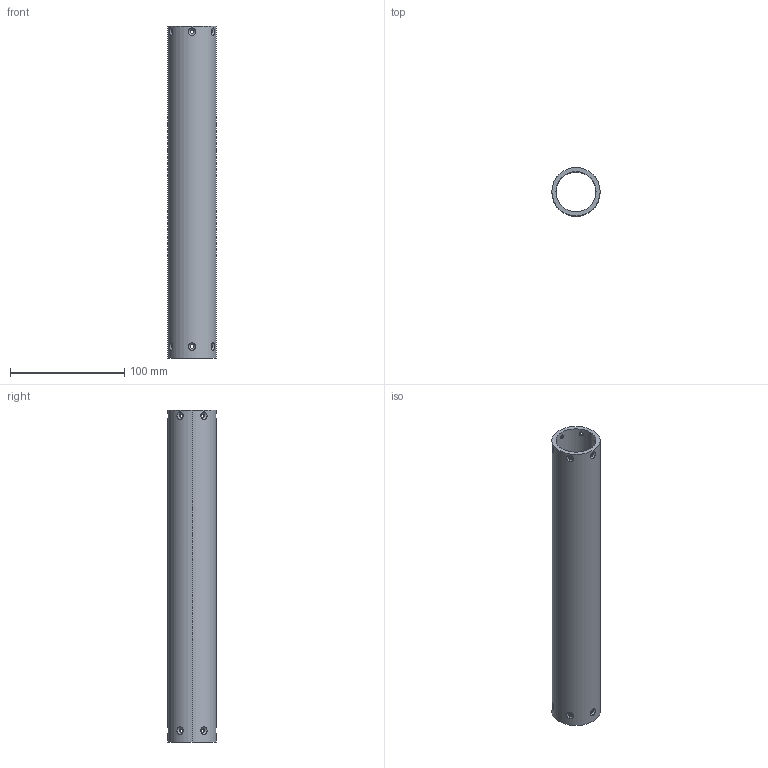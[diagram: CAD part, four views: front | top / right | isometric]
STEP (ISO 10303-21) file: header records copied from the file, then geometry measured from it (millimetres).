
FILE_DESCRIPTION (( 'STEP AP203' ), '1' );
FILE_NAME ('01 Case.STEP', '2025-06-10T03:13:17', ( '' ), ( '' ), 'SwSTEP 2.0', 'SolidWorks 2024', '' );
FILE_SCHEMA (( 'CONFIG_CONTROL_DESIGN' ));
Length unit declared in the file: millimetre
Products named in the file (1): 01 Case
Bounding box: 42.2 x 42.2 x 290.2 mm (x, y, z)
Volume: 124783.8 mm3; surface area: 71621.6 mm2
Topology: 1 solids, 1 shells, 186 faces, 504 edges, 320 vertices
Faces by surface type: cylinder 112, bspline 36, cone 24, plane 14
Entity records: 12185 total; most frequent: CARTESIAN_POINT 8295, ORIENTED_EDGE 1008, DIRECTION 562, EDGE_CURVE 504, VERTEX_POINT 320, EDGE_LOOP 212, AXIS2_PLACEMENT_3D 195, ADVANCED_FACE 186
